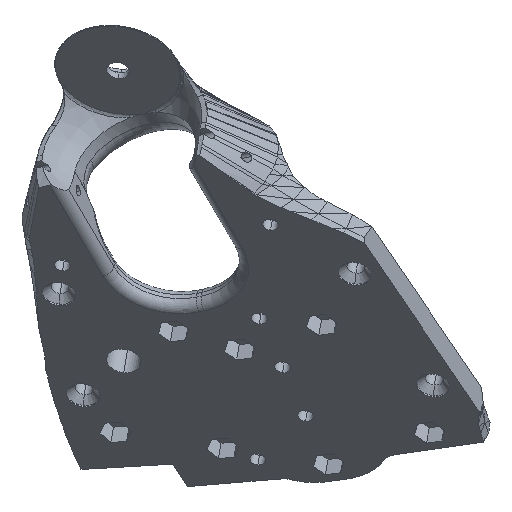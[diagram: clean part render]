
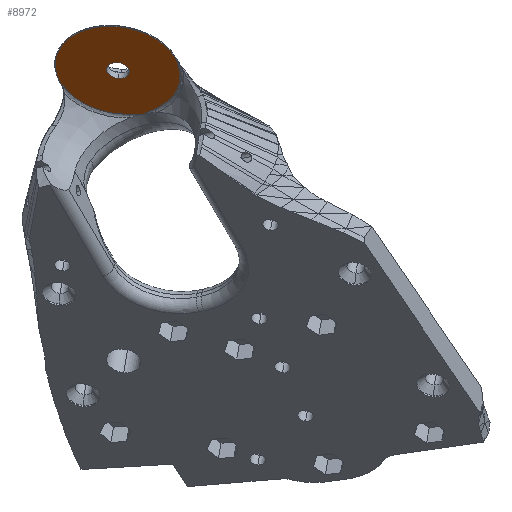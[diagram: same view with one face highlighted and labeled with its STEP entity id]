
A CAD part, left-side view. The second image highlights one B-rep face of the part: STEP entity #8972.
In plain terms, the highlighted planar face has unit normal (-0.685, 0.13, -0.717).
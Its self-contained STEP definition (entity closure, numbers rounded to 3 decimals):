
#1350=CARTESIAN_POINT('',(66.551,-23.411,
-19.422));
#2096=DIRECTION('',(-0.365,-0.913,0.184));
#2097=VECTOR('',#2096,0.21);
#2098=CARTESIAN_POINT('',(55.157,-29.812,
-9.69));
#2099=LINE('',#2098,#2097);
#2100=CARTESIAN_POINT('',(58.833,-18.665,
-11.181));
#2101=DIRECTION('',(-0.685,0.13,-0.717));
#2102=DIRECTION('',(0.535,-0.577,-0.617));
#2103=AXIS2_PLACEMENT_3D('',#2100,#2101,#2102);
#2105=CARTESIAN_POINT('',(66.551,-23.411,
-19.422));
#2106=CARTESIAN_POINT('',(66.08,-24.094,
-19.095));
#2107=CARTESIAN_POINT('',(65.608,-24.776,
-18.767));
#2108=CARTESIAN_POINT('',(65.168,-25.494,
-18.477));
#2110=CARTESIAN_POINT('',(67.052,-20.786,
-19.424));
#2111=CARTESIAN_POINT('',(66.857,-21.655,
-19.395));
#2112=CARTESIAN_POINT('',(66.704,-22.534,
-19.409));
#2113=CARTESIAN_POINT('',(66.551,-23.411,
-19.422));
#2115=CARTESIAN_POINT('',(58.833,-18.665,
-11.181));
#2116=DIRECTION('',(-0.685,0.13,-0.717));
#2117=DIRECTION('',(0.417,0.877,-0.24));
#2118=AXIS2_PLACEMENT_3D('',#2115,#2116,#2117);
#2120=DIRECTION('',(-0.365,-0.913,0.184));
#2121=VECTOR('',#2120,0.21);
#2122=CARTESIAN_POINT('',(63.846,-8.101,
-14.057));
#2123=LINE('',#2122,#2121);
#2124=DIRECTION('',(0.63,-0.388,-0.673));
#2125=VECTOR('',#2124,1.);
#2126=CARTESIAN_POINT('',(63.216,-7.713,
-13.384));
#2127=LINE('',#2126,#2125);
#2128=CARTESIAN_POINT('',(58.833,-18.665,
-11.181));
#2129=DIRECTION('',(-0.685,0.13,-0.717));
#2130=DIRECTION('',(-0.723,0.,0.691));
#2131=AXIS2_PLACEMENT_3D('',#2128,#2129,#2130);
#2133=CARTESIAN_POINT('',(58.833,-18.665,
-11.181));
#2134=DIRECTION('',(-0.685,0.13,-0.717));
#2135=DIRECTION('',(-0.365,-0.913,0.184));
#2136=AXIS2_PLACEMENT_3D('',#2133,#2134,#2135);
#2138=DIRECTION('',(-0.63,0.388,0.673));
#2139=VECTOR('',#2138,1.);
#2140=CARTESIAN_POINT('',(55.08,-30.004,
-9.651));
#2141=LINE('',#2140,#2139);
#2142=CARTESIAN_POINT('',(58.833,-18.665,
-11.181));
#2143=DIRECTION('',(0.685,-0.13,0.717));
#2144=DIRECTION('',(0.723,0.,-0.691));
#2145=AXIS2_PLACEMENT_3D('',#2142,#2143,#2144);
#2147=CARTESIAN_POINT('',(58.833,-18.665,
-11.181));
#2148=DIRECTION('',(0.685,-0.13,0.717));
#2149=DIRECTION('',(-0.723,0.,0.691));
#2150=AXIS2_PLACEMENT_3D('',#2147,#2148,#2149);
#2255=CARTESIAN_POINT('',(63.769,-8.293,
-14.019));
#2269=CARTESIAN_POINT('',(63.846,-8.101,
-14.057));
#5164=CARTESIAN_POINT('',(54.45,-29.616,
-8.978));
#5165=CARTESIAN_POINT('',(50.159,-18.665,
-2.889));
#5166=VERTEX_POINT('',#5164);
#5167=VERTEX_POINT('',#5165);
#5168=CARTESIAN_POINT('',(63.216,-7.713,
-13.384));
#5169=VERTEX_POINT('',#5168);
#5559=VERTEX_POINT('',#2255);
#5694=CARTESIAN_POINT('',(67.052,-20.786,
-19.424));
#5695=VERTEX_POINT('',#5694);
#5734=VERTEX_POINT('',#2269);
#5811=VERTEX_POINT('',#1350);
#5873=CARTESIAN_POINT('',(55.157,-29.812,
-9.69));
#5874=CARTESIAN_POINT('',(55.08,-30.004,
-9.651));
#5875=VERTEX_POINT('',#5873);
#5876=VERTEX_POINT('',#5874);
#6094=CARTESIAN_POINT('',(65.168,-25.494,
-18.477));
#6095=VERTEX_POINT('',#6094);
#6230=CARTESIAN_POINT('',(57.279,-18.665,
-9.696));
#6232=VERTEX_POINT('',#6230);
#6234=CARTESIAN_POINT('',(60.387,-18.665,
-12.667));
#6236=VERTEX_POINT('',#6234);
#8940=CARTESIAN_POINT('',(-93.05,98.53,155.295));
#8941=DIRECTION('',(0.685,-0.13,0.717));
#8942=DIRECTION('',(0.723,0.,-0.691));
#8943=AXIS2_PLACEMENT_3D('',#8940,#8941,#8942);
#8944=PLANE('',#8943);
#8946=ORIENTED_EDGE('',*,*,#8945,.F.);
#8948=ORIENTED_EDGE('',*,*,#8947,.F.);
#8950=ORIENTED_EDGE('',*,*,#8949,.F.);
#8952=ORIENTED_EDGE('',*,*,#8951,.F.);
#8954=ORIENTED_EDGE('',*,*,#8953,.F.);
#8956=ORIENTED_EDGE('',*,*,#8955,.F.);
#8958=ORIENTED_EDGE('',*,*,#8957,.F.);
#8960=ORIENTED_EDGE('',*,*,#8959,.F.);
#8962=ORIENTED_EDGE('',*,*,#8961,.F.);
#8964=ORIENTED_EDGE('',*,*,#8963,.F.);
#8965=EDGE_LOOP('',(#8946,#8948,#8950,#8952,#8954,#8956,#8958,#8960,#8962,
#8964));
#8966=FACE_OUTER_BOUND('',#8965,.F.);
#8968=ORIENTED_EDGE('',*,*,#8967,.F.);
#8969=ORIENTED_EDGE('',*,*,#8930,.F.);
#8970=EDGE_LOOP('',(#8968,#8969));
#8971=FACE_BOUND('',#8970,.F.);
#8972=ADVANCED_FACE('',(#8966,#8971),#8944,.F.);
#2104=CIRCLE('',#2103,11.832);
#2109=B_SPLINE_CURVE_WITH_KNOTS('',3,(#2105,#2106,#2107,#2108),.UNSPECIFIED.,
.F.,.F.,(4,4),(0.,1.),.UNSPECIFIED.);
#2114=B_SPLINE_CURVE_WITH_KNOTS('',3,(#2110,#2111,#2112,#2113),.UNSPECIFIED.,
.F.,.F.,(4,4),(0.,1.),.UNSPECIFIED.);
#2119=CIRCLE('',#2118,11.832);
#2132=CIRCLE('',#2131,12.);
#2137=CIRCLE('',#2136,12.);
#2146=CIRCLE('',#2145,2.15);
#2151=CIRCLE('',#2150,2.15);
#8930=EDGE_CURVE('',#6232,#6236,#2151,.T.);
#8945=EDGE_CURVE('',#5875,#5876,#2099,.T.);
#8947=EDGE_CURVE('',#6095,#5875,#2104,.T.);
#8949=EDGE_CURVE('',#5811,#6095,#2109,.T.);
#8951=EDGE_CURVE('',#5695,#5811,#2114,.T.);
#8953=EDGE_CURVE('',#5559,#5695,#2119,.T.);
#8955=EDGE_CURVE('',#5734,#5559,#2123,.T.);
#8957=EDGE_CURVE('',#5169,#5734,#2127,.T.);
#8959=EDGE_CURVE('',#5167,#5169,#2132,.T.);
#8961=EDGE_CURVE('',#5166,#5167,#2137,.T.);
#8963=EDGE_CURVE('',#5876,#5166,#2141,.T.);
#8967=EDGE_CURVE('',#6236,#6232,#2146,.T.);
